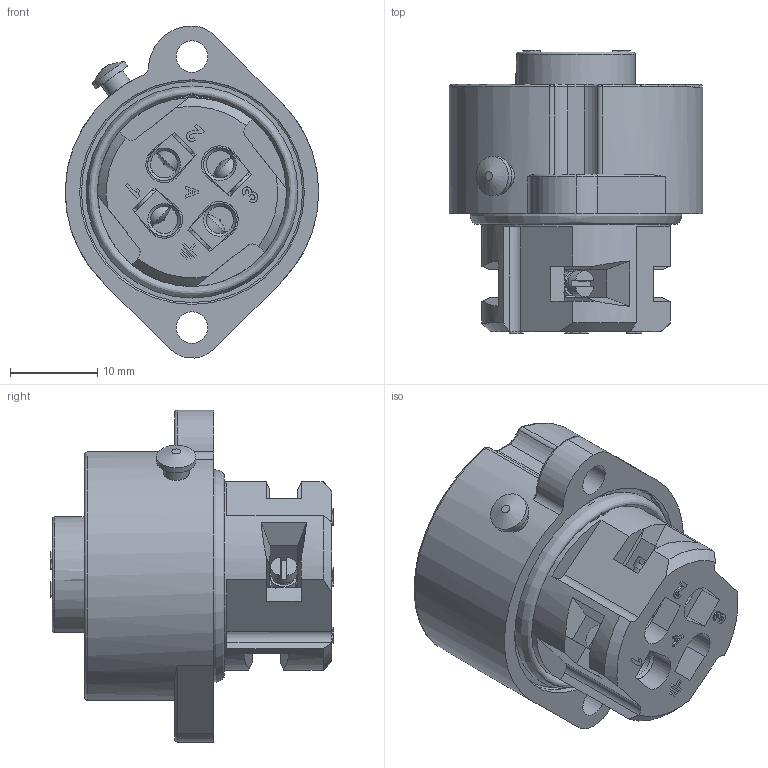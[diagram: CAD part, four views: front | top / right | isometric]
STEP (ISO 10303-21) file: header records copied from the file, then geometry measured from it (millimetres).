
FILE_DESCRIPTION(/* description */ (''),/* implementation_level */ '2;1');
FILE_NAME(/* name */ 'c016 20g003 x00 12nxc001-01.stp',/* time_stamp */ '2019-07-08T09:45:13+02:00',/* author */ (''),/* organization */ (''),/* preprocessor_version */ 'ST-DEVELOPER v16.7',/* originating_system */ 'SIEMENS PLM Software NX 12.0',/* authorisation */ '');
FILE_SCHEMA (('AUTOMOTIVE_DESIGN { 1 0 10303 214 3 1 1 1 }'));
Length unit declared in the file: millimetre
Products named in the file (1): c016 20g003 x00 12nxc001-01
Bounding box: 29 x 32.4 x 37.99 mm (x, y, z)
Volume: 13044.9 mm3; surface area: 11034.9 mm2
Topology: 2 solids, 5 shells, 898 faces, 2517 edges, 1676 vertices
Faces by surface type: plane 605, cylinder 155, extrusion 72, torus 31, cone 21, sphere 6, bspline 4, revolution 4
Full cylindrical faces by diameter (mm): 0.128 x6, 2.3 x4, 2.4 x3, 3 x9, 3.128 x4, 3.6 x2, 4.5 x1, 13.6 x1, 18 x1, 21.2 x1, 21.6 x2, 25.7 x1
Entity records: 32280 total; most frequent: CARTESIAN_POINT 9709, ORIENTED_EDGE 4788, DIRECTION 3988, EDGE_CURVE 2394, VERTEX_POINT 1626, VECTOR 1434, LINE 1362, AXIS2_PLACEMENT_3D 1275
